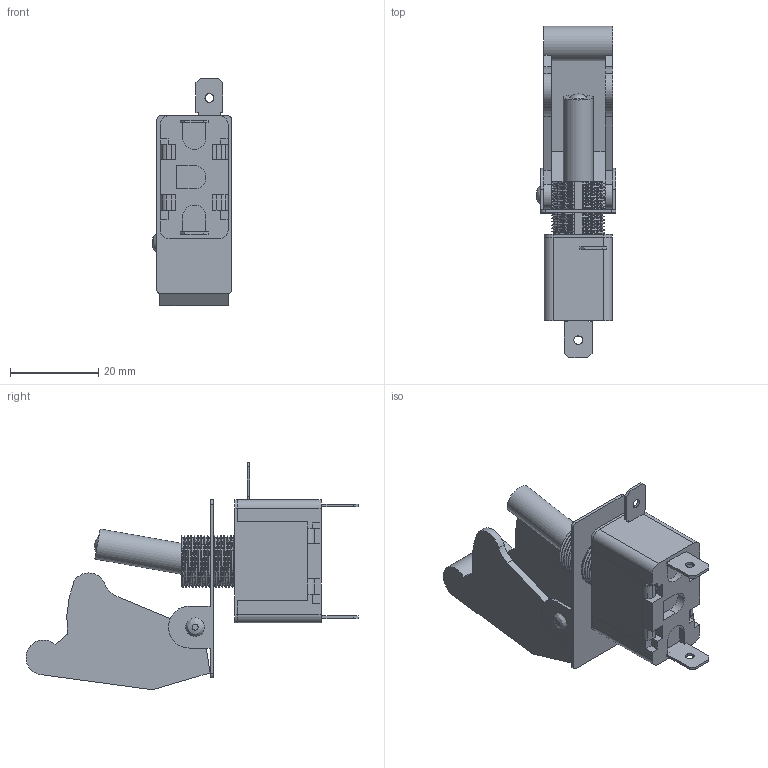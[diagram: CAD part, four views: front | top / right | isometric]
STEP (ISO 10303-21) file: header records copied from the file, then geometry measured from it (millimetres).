
FILE_DESCRIPTION(/* description */ (''),/* implementation_level */ '2;1');
FILE_NAME(/* name */ 'Illuminated Toggle Switch with Cover v5.step',/* time_stamp */ '2017-01-07T22:07:36+09:00',/* author */ (''),/* organization */ (''),/* preprocessor_version */ 'ST-DEVELOPER v16.5',/* originating_system */ 'Autodesk Translation Framework v5.2.0.2920',/* authorisation */ '');
FILE_SCHEMA (('AUTOMOTIVE_DESIGN { 1 0 10303 214 3 1 1 }'));
Length unit declared in the file: millimetre
Products named in the file (9): Illuminated Toggle Switch with Cover v5; body; bodyMetalCover; base; switch; Component5; Component6; axis; cover2
Assembly tree (8 placements, depth 3):
  Illuminated Toggle Switch with Cover v5
    body
    bodyMetalCover
    base
    switch
      Component5
      Component6
      axis
    cover2
Bounding box: 18 x 75.39 x 51.69 mm (x, y, z)
Volume: 14292.4 mm3; surface area: 13154.7 mm2
Topology: 11 solids, 11 shells, 308 faces, 830 edges, 551 vertices
Faces by surface type: plane 191, cylinder 78, bspline 38, sphere 1
Full cylindrical faces by diameter (mm): 2 x9, 6.9 x1, 8.508 x1, 11.908 x1
Entity records: 13325 total; most frequent: CARTESIAN_POINT 5715, ORIENTED_EDGE 1636, DIRECTION 1349, EDGE_CURVE 818, LINE 577, VECTOR 577, VERTEX_POINT 551, AXIS2_PLACEMENT_3D 386
